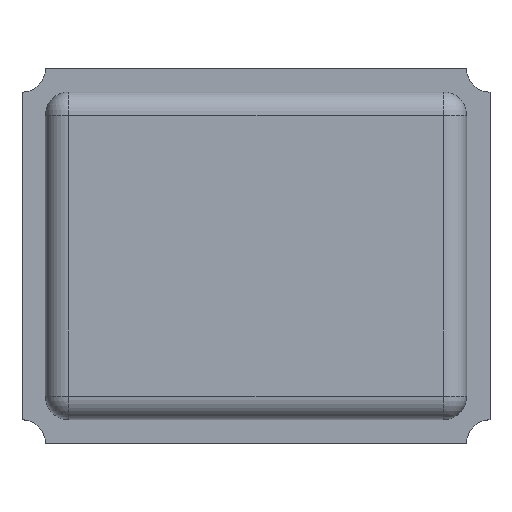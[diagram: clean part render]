
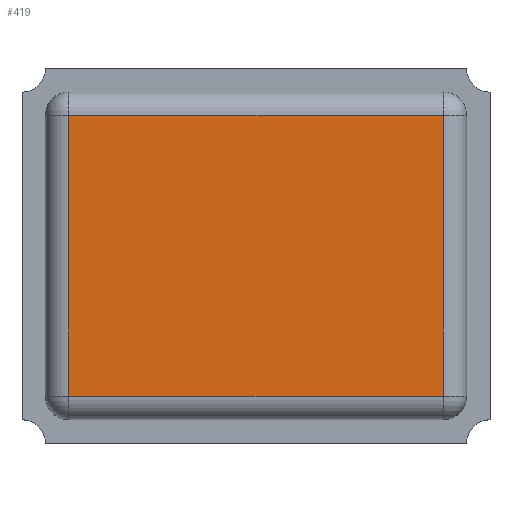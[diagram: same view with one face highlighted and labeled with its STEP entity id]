
A CAD part, top view. The second image highlights one B-rep face of the part: STEP entity #419.
In plain terms, the highlighted planar face has unit normal (0, 0, 1).
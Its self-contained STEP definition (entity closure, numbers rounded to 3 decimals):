
#5 = PLANE ( 'NONE',  #231 ) ;
#6 = VERTEX_POINT ( 'NONE', #880 ) ;
#25 = LINE ( 'NONE', #165, #801 ) ;
#32 = VERTEX_POINT ( 'NONE', #723 ) ;
#55 = EDGE_CURVE ( 'NONE', #753, #32, #512, .T. ) ;
#134 = FACE_OUTER_BOUND ( 'NONE', #187, .T. ) ;
#165 = CARTESIAN_POINT ( 'NONE',  ( -0.9, 0.6, 0.65 ) ) ;
#170 = DIRECTION ( 'NONE',  ( 0., -1., 0. ) ) ;
#187 = EDGE_LOOP ( 'NONE', ( #657, #883, #738, #282 ) ) ;
#215 = CARTESIAN_POINT ( 'NONE',  ( 0., 0., 0.65 ) ) ;
#217 = LINE ( 'NONE', #717, #444 ) ;
#231 = AXIS2_PLACEMENT_3D ( 'NONE', #215, #831, #673 ) ;
#273 = VERTEX_POINT ( 'NONE', #543 ) ;
#280 = CARTESIAN_POINT ( 'NONE',  ( 0.8, 0.7, 0.65 ) ) ;
#282 = ORIENTED_EDGE ( 'NONE', *, *, #713, .T. ) ;
#379 = VECTOR ( 'NONE', #170, 1000. ) ;
#382 = CARTESIAN_POINT ( 'NONE',  ( -0.8, -0.7, 0.65 ) ) ;
#419 = ADVANCED_FACE ( 'NONE', ( #134 ), #5, .T. ) ;
#434 = CARTESIAN_POINT ( 'NONE',  ( -0.8, 0.6, 0.65 ) ) ;
#444 = VECTOR ( 'NONE', #644, 1000. ) ;
#497 = EDGE_CURVE ( 'NONE', #6, #273, #553, .T. ) ;
#512 = LINE ( 'NONE', #382, #379 ) ;
#515 = DIRECTION ( 'NONE',  ( -1., 0., 0. ) ) ;
#543 = CARTESIAN_POINT ( 'NONE',  ( 0.8, 0.6, 0.65 ) ) ;
#549 = DIRECTION ( 'NONE',  ( 0., 1., 0. ) ) ;
#553 = LINE ( 'NONE', #280, #718 ) ;
#561 = EDGE_CURVE ( 'NONE', #32, #6, #217, .T. ) ;
#644 = DIRECTION ( 'NONE',  ( 1., 0., 0. ) ) ;
#657 = ORIENTED_EDGE ( 'NONE', *, *, #55, .T. ) ;
#673 = DIRECTION ( 'NONE',  ( 1., 0., 0. ) ) ;
#713 = EDGE_CURVE ( 'NONE', #273, #753, #25, .T. ) ;
#717 = CARTESIAN_POINT ( 'NONE',  ( 0.9, -0.6, 0.65 ) ) ;
#718 = VECTOR ( 'NONE', #549, 1000. ) ;
#723 = CARTESIAN_POINT ( 'NONE',  ( -0.8, -0.6, 0.65 ) ) ;
#738 = ORIENTED_EDGE ( 'NONE', *, *, #497, .T. ) ;
#753 = VERTEX_POINT ( 'NONE', #434 ) ;
#801 = VECTOR ( 'NONE', #515, 1000. ) ;
#831 = DIRECTION ( 'NONE',  ( 0., 0., 1. ) ) ;
#880 = CARTESIAN_POINT ( 'NONE',  ( 0.8, -0.6, 0.65 ) ) ;
#883 = ORIENTED_EDGE ( 'NONE', *, *, #561, .T. ) ;
